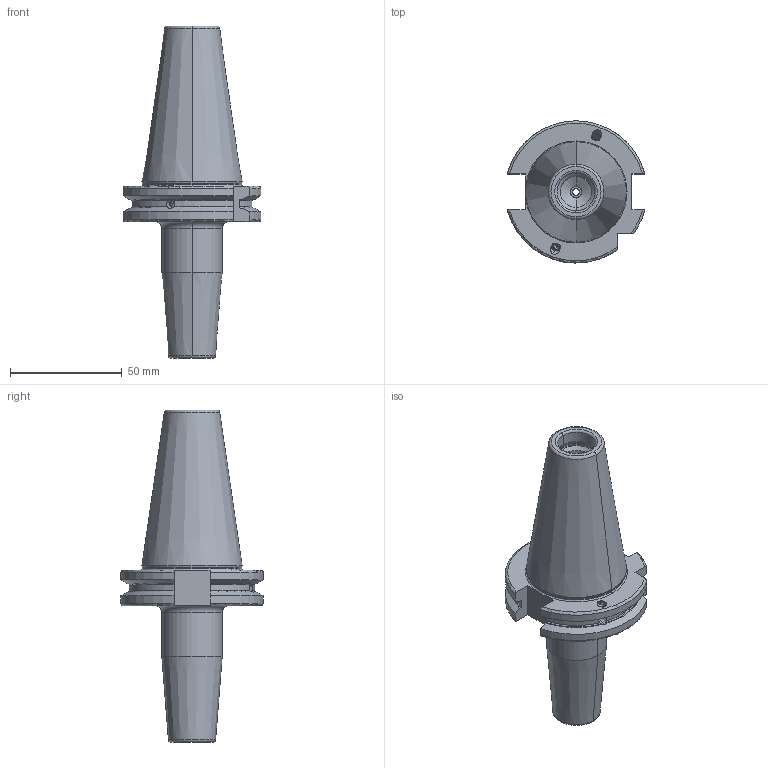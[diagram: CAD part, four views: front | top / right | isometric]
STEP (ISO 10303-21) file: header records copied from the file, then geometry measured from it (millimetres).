
FILE_DESCRIPTION((''),'2;1');
FILE_NAME('403_70_08_K','2020-09-01T',('104091'),(''),'CREO PARAMETRIC BY PTC INC, 2016260','CREO PARAMETRIC BY PTC INC, 2016260','');
FILE_SCHEMA(('CONFIG_CONTROL_DESIGN'));
Length unit declared in the file: millimetre
Products named in the file (1): 403_70_08_K
Bounding box: 61.48 x 63.54 x 148.4 mm (x, y, z)
Volume: 126256 mm3; surface area: 27746.8 mm2
Topology: 1 solids, 1 shells, 223 faces, 542 edges, 333 vertices
Faces by surface type: plane 70, cylinder 61, cone 58, torus 34
Entity records: 7194 total; most frequent: CARTESIAN_POINT 1950, DIRECTION 1100, ORIENTED_EDGE 1080, EDGE_CURVE 540, AXIS2_PLACEMENT_3D 427, VERTEX_POINT 333, VECTOR 246, LINE 246
